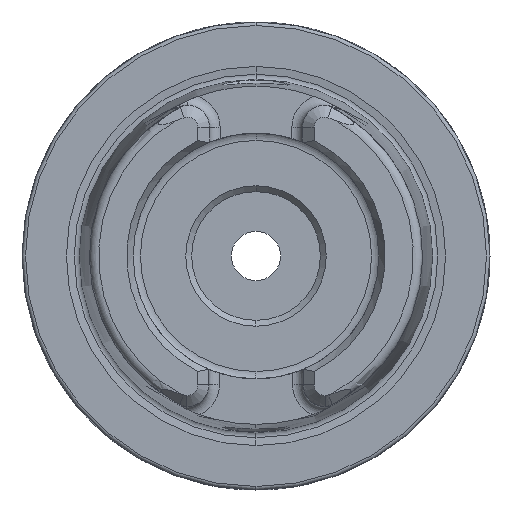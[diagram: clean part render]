
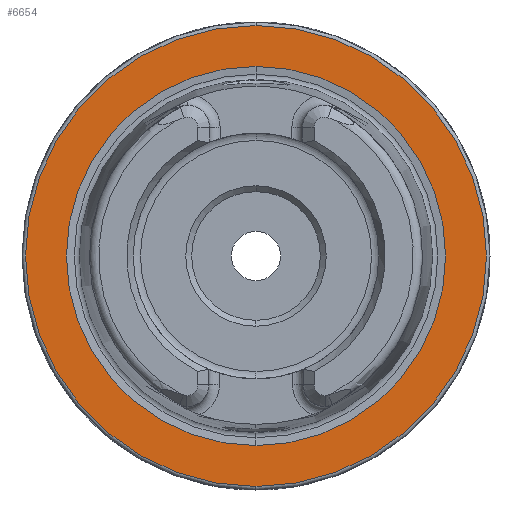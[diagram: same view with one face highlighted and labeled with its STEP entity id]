
A CAD part, left-side view. The second image highlights one B-rep face of the part: STEP entity #6654.
In plain terms, the highlighted planar face has unit normal (-1, 0, 0).
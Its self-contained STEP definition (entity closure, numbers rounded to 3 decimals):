
#123 = EDGE_LOOP ( 'NONE', ( #7963, #7962 ) ) ;
#126 = EDGE_LOOP ( 'NONE', ( #7961, #7960 ) ) ;
#325 = CIRCLE ( 'NONE', #2520, 16.207 ) ;
#326 = CIRCLE ( 'NONE', #2521, 19.7 ) ;
#369 = CIRCLE ( 'NONE', #2539, 19.7 ) ;
#373 = CIRCLE ( 'NONE', #2542, 16.207 ) ;
#688 = FACE_OUTER_BOUND ( 'NONE', #126, .T. ) ;
#896 = CARTESIAN_POINT ( 'NONE',  ( 0., 19.7, 0. ) ) ;
#899 = PLANE ( 'NONE',  #5695 ) ;
#901 = DIRECTION ( 'NONE',  ( 1., 0., 0. ) ) ;
#902 = DIRECTION ( 'NONE',  ( 0., 0., -1. ) ) ;
#1338 = VERTEX_POINT ( 'NONE', #8864 ) ;
#1339 = VERTEX_POINT ( 'NONE', #8867 ) ;
#1341 = VERTEX_POINT ( 'NONE', #8876 ) ;
#1346 = VERTEX_POINT ( 'NONE', #8920 ) ;
#2520 = AXIS2_PLACEMENT_3D ( 'NONE', #4639, #4642, #4646 ) ;
#2521 = AXIS2_PLACEMENT_3D ( 'NONE', #4652, #4647, #4661 ) ;
#2539 = AXIS2_PLACEMENT_3D ( 'NONE', #3033, #3034, #3035 ) ;
#2542 = AXIS2_PLACEMENT_3D ( 'NONE', #3045, #3046, #3047 ) ;
#3033 = CARTESIAN_POINT ( 'NONE',  ( 0., 0., 0. ) ) ;
#3034 = DIRECTION ( 'NONE',  ( -1., 0., 0. ) ) ;
#3035 = DIRECTION ( 'NONE',  ( 0., 0., 1. ) ) ;
#3045 = CARTESIAN_POINT ( 'NONE',  ( 0., 0., 0. ) ) ;
#3046 = DIRECTION ( 'NONE',  ( -1., 0., 0. ) ) ;
#3047 = DIRECTION ( 'NONE',  ( 0., 0., 1. ) ) ;
#4232 = FACE_BOUND ( 'NONE', #123, .T. ) ;
#4639 = CARTESIAN_POINT ( 'NONE',  ( 0., 0., 0. ) ) ;
#4642 = DIRECTION ( 'NONE',  ( -1., 0., 0. ) ) ;
#4646 = DIRECTION ( 'NONE',  ( 0., 0., 1. ) ) ;
#4647 = DIRECTION ( 'NONE',  ( -1., 0., 0. ) ) ;
#4652 = CARTESIAN_POINT ( 'NONE',  ( 0., 0., 0. ) ) ;
#4661 = DIRECTION ( 'NONE',  ( 0., 0., 1. ) ) ;
#5695 = AXIS2_PLACEMENT_3D ( 'NONE', #896, #901, #902 ) ;
#6407 = EDGE_CURVE ( 'NONE', #1341, #1346, #325, .T. ) ;
#6408 = EDGE_CURVE ( 'NONE', #1338, #1339, #326, .T. ) ;
#6459 = EDGE_CURVE ( 'NONE', #1339, #1338, #369, .T. ) ;
#6463 = EDGE_CURVE ( 'NONE', #1346, #1341, #373, .T. ) ;
#6654 = ADVANCED_FACE ( 'NONE', ( #4232, #688 ), #899, .F. ) ;
#7960 = ORIENTED_EDGE ( 'NONE', *, *, #6408, .T. ) ;
#7961 = ORIENTED_EDGE ( 'NONE', *, *, #6459, .T. ) ;
#7962 = ORIENTED_EDGE ( 'NONE', *, *, #6463, .F. ) ;
#7963 = ORIENTED_EDGE ( 'NONE', *, *, #6407, .F. ) ;
#8864 = CARTESIAN_POINT ( 'NONE',  ( 0., 0., -19.7 ) ) ;
#8867 = CARTESIAN_POINT ( 'NONE',  ( 0., 0., 19.7 ) ) ;
#8876 = CARTESIAN_POINT ( 'NONE',  ( 0., 0., 16.207 ) ) ;
#8920 = CARTESIAN_POINT ( 'NONE',  ( 0., 0., -16.207 ) ) ;
